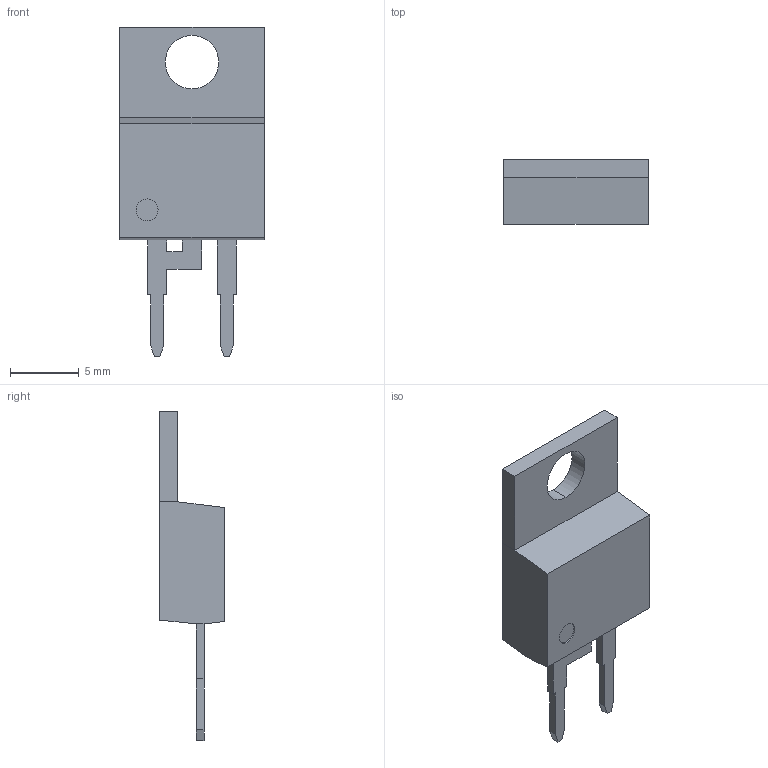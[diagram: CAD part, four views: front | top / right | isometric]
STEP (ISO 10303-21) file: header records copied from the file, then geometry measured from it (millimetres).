
FILE_DESCRIPTION((''),'2;1');
FILE_NAME('TO-220-2-V_a.stp','2015-07-02T16:16:31',(''),(''),'Mechanical Desktop 2011','Mechanical Desktop 2011',', , ');
FILE_SCHEMA(('AUTOMOTIVE_DESIGN { 1 2 10303 214 1 1 1 1 }'));
Length unit declared in the file: millimetre
Products named in the file (1): Product
Bounding box: 10.54 x 4.7 x 24 mm (x, y, z)
Volume: 516.8 mm3; surface area: 723.7 mm2
Topology: 4 solids, 4 shells, 58 faces, 147 edges, 98 vertices
Faces by surface type: plane 54, cylinder 4
Entity records: 1772 total; most frequent: CARTESIAN_POINT 304, ORIENTED_EDGE 294, DIRECTION 273, EDGE_CURVE 147, VECTOR 139, LINE 139, VERTEX_POINT 98, AXIS2_PLACEMENT_3D 67
